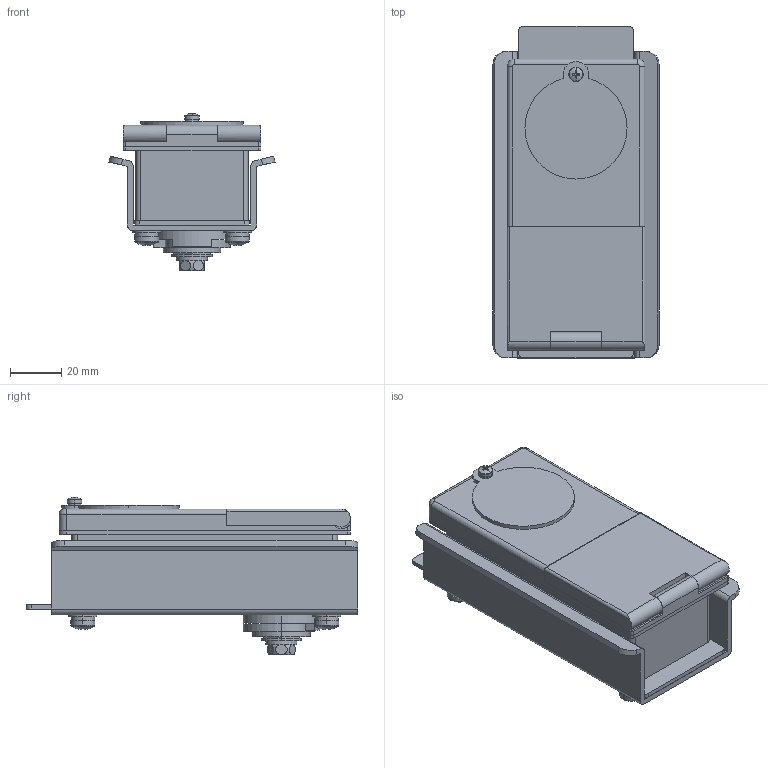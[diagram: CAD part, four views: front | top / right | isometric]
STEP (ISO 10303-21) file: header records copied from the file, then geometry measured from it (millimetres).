
FILE_DESCRIPTION (( 'STEP AP203' ), '1' );
FILE_NAME ('A-440.STEP', '2011-09-09T06:41:48', ( '' ), ( '' ), 'SwSTEP 2.0', 'SolidWorks 2011', '' );
FILE_SCHEMA (( 'CONFIG_CONTROL_DESIGN' ));
Length unit declared in the file: millimetre
Products named in the file (17): A-440シャフトカバー_; A-440シャフト_; A-440本体_; A-440; 廫帤寠晅側傋偹偠M5_M5 x 10; スプリングワッシャーM5_JIS B 1251 No.2 5; 暯儚僢僔儍乕M5彫宆娵_M5亊冇11亊t0.8; 廫帤寠晅偒榋妏儃儖僩M6_M6亊18; スプリングワッシャーM6_JIS B 1251 No.2 6; A-440ワッシャー2_; A-440ワッシャー1_; A-440取付板_; A-440スペーサー_; A-440パッキン_; A-440ハンドルカム_; 廫帤寠晅側傋偹偠M3_M3亊6; A-440僔儕儞僟乕僉儍僢僾_
Assembly tree (25 placements, depth 2):
  A-440
    スプリングワッシャーM5_JIS B 1251 No.2 5  x4
    暯儚僢僔儍乕M5彫宆娵_M5亊冇11亊t0.8  x4
    A-440本体_
    廫帤寠晅偒榋妏儃儖僩M6_M6亊18
    廫帤寠晅側傋偹偠M5_M5 x 10  x4
    スプリングワッシャーM6_JIS B 1251 No.2 6
    A-440ワッシャー2_
    A-440ワッシャー1_
    A-440取付板_
    A-440スペーサー_
    A-440パッキン_
    A-440ハンドルカム_
    廫帤寠晅側傋偹偠M3_M3亊6
    A-440僔儕儞僟乕僉儍僢僾_
    A-440シャフトカバー_
    A-440シャフト_
Bounding box: 65.03 x 130 x 61.65 mm (x, y, z)
Volume: 226591.1 mm3; surface area: 94408.1 mm2
Topology: 25 solids, 25 shells, 493 faces, 1203 edges, 769 vertices
Faces by surface type: plane 243, cylinder 182, cone 32, torus 22, sphere 14
Entity records: 13967 total; most frequent: CARTESIAN_POINT 2387, DIRECTION 2137, ORIENTED_EDGE 1882, EDGE_CURVE 941, AXIS2_PLACEMENT_3D 815, VERTEX_POINT 607, LINE 507, VECTOR 507
